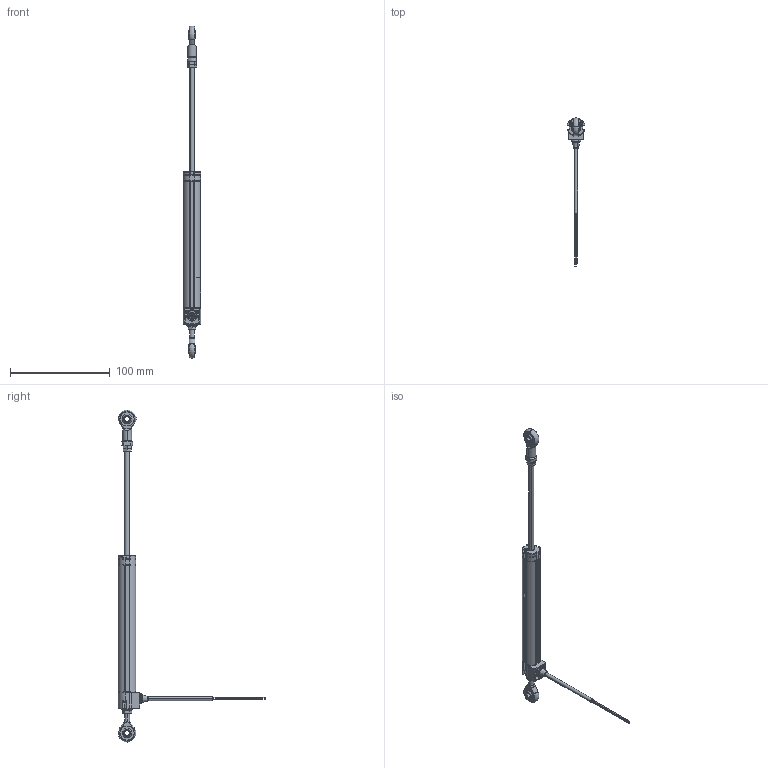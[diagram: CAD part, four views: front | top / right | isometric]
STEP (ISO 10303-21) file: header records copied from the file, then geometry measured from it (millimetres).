
FILE_DESCRIPTION (( 'STEP AP214' ), '1' );
FILE_NAME ('TEX-0100-413-002-201_extended.STEP', '2014-07-09T08:53:42', ( 'dummy' ), ( 'Microsoft' ), 'SwSTEP 2.0', 'SolidWorks 2013', '' );
FILE_SCHEMA (( 'AUTOMOTIVE_DESIGN' ));
Length unit declared in the file: millimetre
Products named in the file (1): TEX-0100-413-002-201_extended
Bounding box: 17.55 x 148.07 x 332.87 mm (x, y, z)
Surface area: 19954.3 mm2 (no closed solid volume)
Topology: 0 solids, 49 shells, 431 faces, 1535 edges, 1138 vertices
Faces by surface type: plane 194, cylinder 147, cone 41, torus 29, bspline 14, sphere 6
Entity records: 22642 total; most frequent: CARTESIAN_POINT 4962, DIRECTION 2764, ORIENTED_EDGE 2339, EDGE_CURVE 1523, VERTEX_POINT 1132, AXIS2_PLACEMENT_3D 975, LINE 814, VECTOR 814
